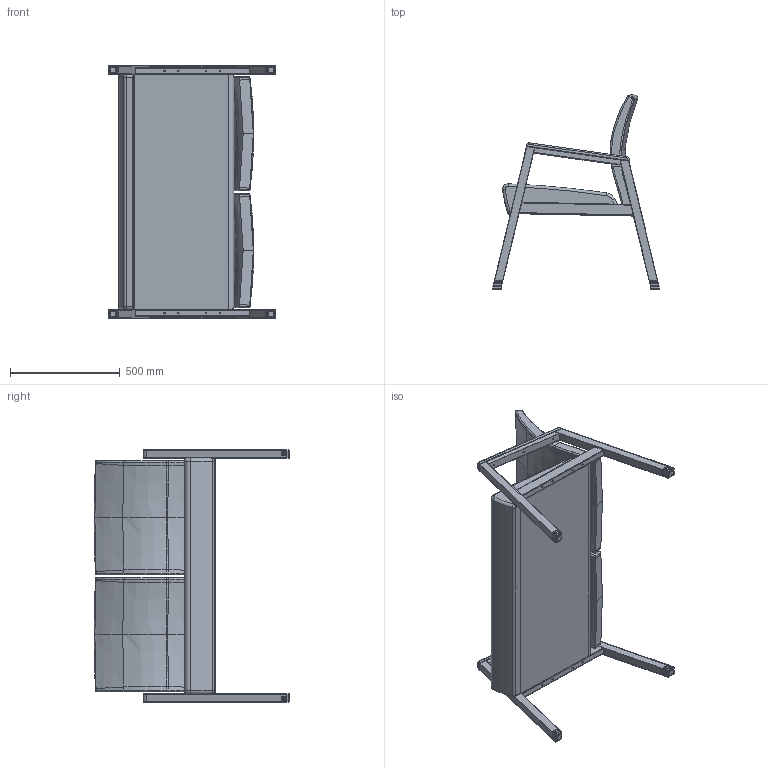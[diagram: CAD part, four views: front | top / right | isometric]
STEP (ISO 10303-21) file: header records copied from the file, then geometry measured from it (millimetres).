
FILE_DESCRIPTION(/* description */ (''),/* implementation_level */ '2;1');
FILE_NAME(/* name */ 'KAD20U.stp',/* time_stamp */ '2016-10-19T10:58:31-04:00',/* author */ ('emerkel'),/* organization */ (''),/* preprocessor_version */ 'ST-DEVELOPER v16.5',/* originating_system */ 'Autodesk Inventor 2017',/* authorisation */ '');
FILE_SCHEMA (('AUTOMOTIVE_DESIGN { 1 0 10303 214 3 1 1 }'));
Length unit declared in the file: inch
Products named in the file (17): KAD20U; KOT20 USEAT; UBACK KAD10; KAD ARML BRZ; KAD FRONT LEG-F; KAD TOP BAR-F; KAD REAR LEG-F; KAD BOTTOM BAR-F; KAD ARMR BRZ; KAD FRONT LEG-F_MIR; KAD TOP BAR-F_MIR; KAD REAR LEG-F_MIR; KAD BOTTOM BAR-F_MIR; LEG CAP KOL-1; LEG CAP KOL-1_1; GLD BLK 5-16; KOW10 MAC BLK
Assembly tree (21 placements, depth 3):
  KAD20U
    KOT20 USEAT
    UBACK KAD10  x2
    KAD ARML BRZ
      KAD FRONT LEG-F
      KAD TOP BAR-F
      KAD REAR LEG-F
      KAD BOTTOM BAR-F
    KAD ARMR BRZ
      KAD FRONT LEG-F_MIR
      KAD TOP BAR-F_MIR
      KAD REAR LEG-F_MIR
      KAD BOTTOM BAR-F_MIR
    LEG CAP KOL-1  x4
      LEG CAP KOL-1_1
      GLD BLK 5-16
    KOW10 MAC BLK  x2
Bounding box: 762.68 x 891.79 x 1152.53 mm (x, y, z)
Volume: 92648826.8 mm3; surface area: 4259295.5 mm2
Topology: 27 solids, 35 shells, 2981 faces, 6361 edges, 3462 vertices
Faces by surface type: cylinder 943, bspline 813, plane 599, torus 538, sphere 84, cone 4
Full cylindrical faces by diameter (mm): 4.366 x8, 6.35 x44, 6.528 x8, 7.925 x8, 9.906 x4, 11.989 x4, 31.75 x4
Entity records: 38462 total; most frequent: CARTESIAN_POINT 18444, ORIENTED_EDGE 4112, DIRECTION 3773, EDGE_CURVE 2058, AXIS2_PLACEMENT_3D 1497, VERTEX_POINT 1200, EDGE_LOOP 1130, FACE_OUTER_BOUND 956
